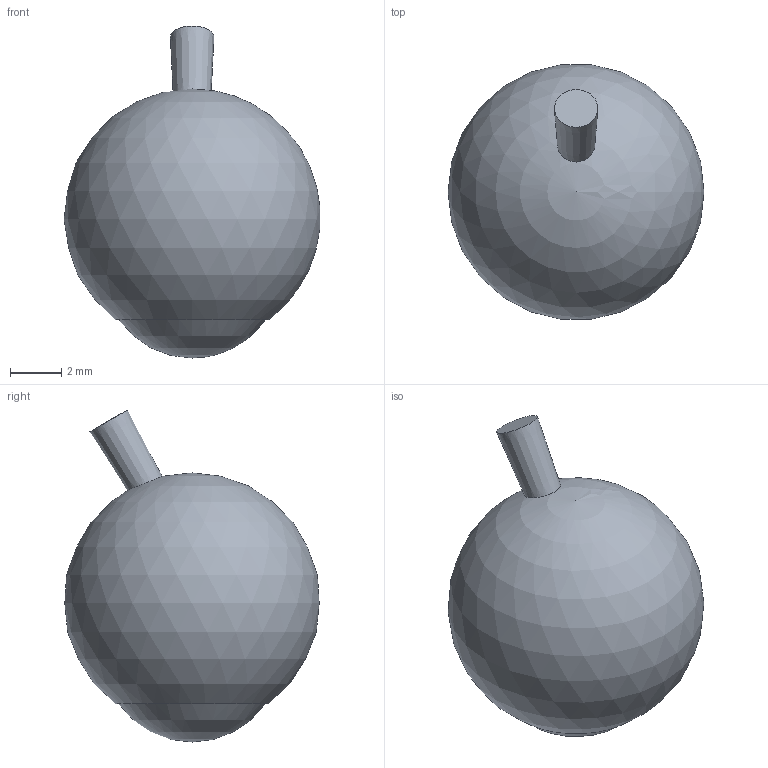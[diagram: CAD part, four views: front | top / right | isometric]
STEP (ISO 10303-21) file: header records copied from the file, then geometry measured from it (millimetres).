
FILE_DESCRIPTION(('FreeCAD Model'),'2;1');
FILE_NAME('Open CASCADE Shape Model','2024-04-20T12:17:33',('Author'),( ''),'Open CASCADE STEP processor 7.5','FreeCAD','Unknown');
FILE_SCHEMA(('AUTOMOTIVE_DESIGN { 1 0 10303 214 1 1 1 1 }'));
Length unit declared in the file: millimetre
Products named in the file (3): ojo; Fusion; Cut
Assembly tree (2 placements, depth 2):
  ojo
    Fusion
    Cut
Bounding box: 9.99 x 9.93 x 12.96 mm (x, y, z)
Volume: 535.6 mm3; surface area: 384.5 mm2
Topology: 2 solids, 2 shells, 6 faces, 9 edges, 6 vertices
Faces by surface type: plane 3, sphere 2, cone 1
Entity records: 582 total; most frequent: CARTESIAN_POINT 339, DIRECTION 41, AXIS2_PLACEMENT_3D 14, ORIENTED_EDGE 14, PCURVE 14, DEFINITIONAL_REPRESENTATION 14, LINE 10, VECTOR 10
